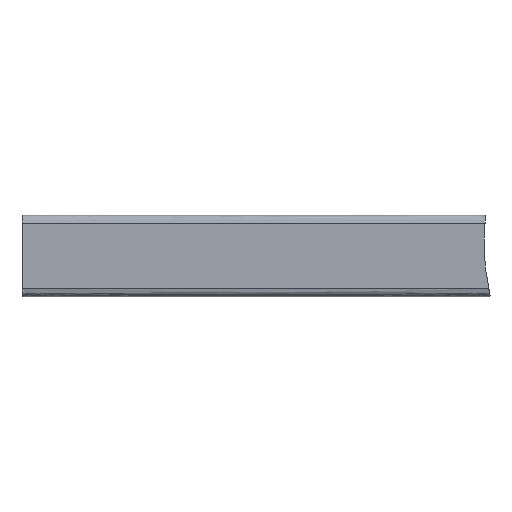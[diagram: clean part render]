
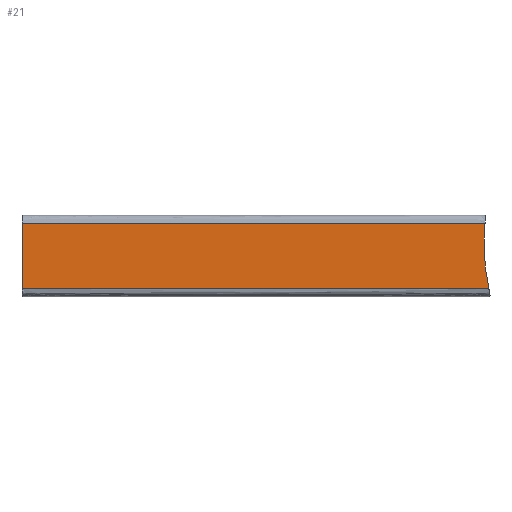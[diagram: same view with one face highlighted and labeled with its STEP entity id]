
A CAD part, front view. The second image highlights one B-rep face of the part: STEP entity #21.
In plain terms, the highlighted free-form (B-spline) face has degree [2, 1] with [3, 2] control points.
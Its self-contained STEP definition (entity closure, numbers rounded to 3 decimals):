
#21=ADVANCED_FACE('',(#41),#716,.T.);
#41=FACE_OUTER_BOUND('',#61,.T.);
#61=EDGE_LOOP('',(#91,#92,#93,#94));
#91=ORIENTED_EDGE('',*,*,#609,.T.);
#92=ORIENTED_EDGE('',*,*,#610,.T.);
#93=ORIENTED_EDGE('',*,*,#611,.T.);
#94=ORIENTED_EDGE('',*,*,#612,.T.);
#199=PCURVE('',#716,#307);
#200=PCURVE('',#716,#308);
#201=PCURVE('',#716,#309);
#202=PCURVE('',#716,#310);
#204=PCURVE('',#717,#312);
#237=PCURVE('',#713,#345);
#256=PCURVE('',#725,#364);
#279=PCURVE('',#730,#387);
#307=DEFINITIONAL_REPRESENTATION('',(#418),#1659);
#308=DEFINITIONAL_REPRESENTATION('',(#419),#1659);
#309=DEFINITIONAL_REPRESENTATION('',(#421),#1659);
#310=DEFINITIONAL_REPRESENTATION('',(#422),#1659);
#312=DEFINITIONAL_REPRESENTATION('',(#425),#1659);
#345=DEFINITIONAL_REPRESENTATION('',(#472),#1659);
#364=DEFINITIONAL_REPRESENTATION('',(#498),#1659);
#387=DEFINITIONAL_REPRESENTATION('',(#525),#1659);
#418=B_SPLINE_CURVE_WITH_KNOTS('',3,(#984,#985,#986,#987,#988,#989,#990),
 .UNSPECIFIED.,.F.,.F.,(4,3,4),(-357.298,-341.293,-325.109),
 .UNSPECIFIED.);
#419=B_SPLINE_CURVE_WITH_KNOTS('',1,(#993,#994),.UNSPECIFIED.,.F.,.F.,(2,
2),(-236.984,-9.241),.UNSPECIFIED.);
#420=B_SPLINE_CURVE_WITH_KNOTS('',1,(#995,#996),.UNSPECIFIED.,.F.,.F.,(2,
2),(-43.073,-11.073),.UNSPECIFIED.);
#421=B_SPLINE_CURVE_WITH_KNOTS('',3,(#997,#998,#999,#1000),
 .UNSPECIFIED.,.F.,.F.,(4,4),(-43.073,-11.073),
 .UNSPECIFIED.);
#422=B_SPLINE_CURVE_WITH_KNOTS('',1,(#1003,#1004),.UNSPECIFIED.,.F.,.F.,
(2,2),(9.266,238.878),.UNSPECIFIED.);
#425=B_SPLINE_CURVE_WITH_KNOTS('',1,(#1023,#1024),.UNSPECIFIED.,.F.,.F.,
(2,2),(9.266,238.878),.UNSPECIFIED.);
#472=B_SPLINE_CURVE_WITH_KNOTS('',1,(#1342,#1343),.UNSPECIFIED.,.F.,.F.,
(2,2),(-43.073,-11.073),.UNSPECIFIED.);
#498=B_SPLINE_CURVE_WITH_KNOTS('',1,(#1470,#1471),.UNSPECIFIED.,.F.,.F.,
(2,2),(-236.984,-9.241),.UNSPECIFIED.);
#525=B_SPLINE_CURVE_WITH_KNOTS('',1,(#1592,#1593),.UNSPECIFIED.,.F.,.F.,
(2,2),(-357.298,-325.109),.UNSPECIFIED.);
#555=SURFACE_CURVE('',#660,(#199,#279),.PCURVE_S1.);
#556=SURFACE_CURVE('',#661,(#200,#256),.PCURVE_S1.);
#557=SURFACE_CURVE('',#420,(#201,#237),.PCURVE_S1.);
#558=SURFACE_CURVE('',#662,(#202,#204),.PCURVE_S1.);
#609=EDGE_CURVE('',#698,#697,#555,.T.);
#610=EDGE_CURVE('',#697,#681,#556,.T.);
#611=EDGE_CURVE('',#681,#682,#557,.T.);
#612=EDGE_CURVE('',#682,#698,#558,.T.);
#660=(
BOUNDED_CURVE()
B_SPLINE_CURVE(2,(#981,#982,#983),.UNSPECIFIED.,.F.,.F.)
B_SPLINE_CURVE_WITH_KNOTS((3,3),(-357.298,-325.109),
 .UNSPECIFIED.)
CURVE()
GEOMETRIC_REPRESENTATION_ITEM()
RATIONAL_B_SPLINE_CURVE((1.,0.988,1.))
REPRESENTATION_ITEM('')
);
#661=(
BOUNDED_CURVE()
B_SPLINE_CURVE(1,(#991,#992),.UNSPECIFIED.,.F.,.F.)
B_SPLINE_CURVE_WITH_KNOTS((2,2),(-236.984,-9.241),
 .UNSPECIFIED.)
CURVE()
GEOMETRIC_REPRESENTATION_ITEM()
RATIONAL_B_SPLINE_CURVE((1.,1.))
REPRESENTATION_ITEM('')
);
#662=(
BOUNDED_CURVE()
B_SPLINE_CURVE(1,(#1001,#1002),.UNSPECIFIED.,.F.,.F.)
B_SPLINE_CURVE_WITH_KNOTS((2,2),(9.266,238.878),
 .UNSPECIFIED.)
CURVE()
GEOMETRIC_REPRESENTATION_ITEM()
RATIONAL_B_SPLINE_CURVE((1.,1.))
REPRESENTATION_ITEM('')
);
#681=VERTEX_POINT('',#901);
#682=VERTEX_POINT('',#902);
#697=VERTEX_POINT('',#917);
#698=VERTEX_POINT('',#918);
#713=B_SPLINE_SURFACE_WITH_KNOTS('',1,1,((#819,#820),(#821,#822)),
 .UNSPECIFIED.,.F.,.F.,.F.,(2,2),(2,2),(-5.001,45.013),
(-60.993,6.989),.UNSPECIFIED.);
#716=(
BOUNDED_SURFACE()
B_SPLINE_SURFACE(2,1,((#771,#772),(#773,#774),(#775,#776)),
 .UNSPECIFIED.,.F.,.F.,.F.)
B_SPLINE_SURFACE_WITH_KNOTS((3,3),(2,2),(-56.566,-24.566),
(0.,621.753),.UNSPECIFIED.)
GEOMETRIC_REPRESENTATION_ITEM()
RATIONAL_B_SPLINE_SURFACE(((1.,1.),(1.,1.),(1.,1.)))
REPRESENTATION_ITEM('')
SURFACE()
);
#717=(
BOUNDED_SURFACE()
B_SPLINE_SURFACE(2,1,((#777,#778),(#779,#780),(#781,#782)),
 .UNSPECIFIED.,.F.,.F.,.F.)
B_SPLINE_SURFACE_WITH_KNOTS((3,3),(2,2),(-24.566,-18.283),
(0.,621.753),.UNSPECIFIED.)
GEOMETRIC_REPRESENTATION_ITEM()
RATIONAL_B_SPLINE_SURFACE(((1.,1.),(0.707,0.707),
(1.,1.)))
REPRESENTATION_ITEM('')
SURFACE()
);
#725=(
BOUNDED_SURFACE()
B_SPLINE_SURFACE(2,1,((#829,#830),(#831,#832),(#833,#834)),
 .UNSPECIFIED.,.F.,.F.,.F.)
B_SPLINE_SURFACE_WITH_KNOTS((3,3),(2,2),(-62.85,-56.566),
(0.,621.753),.UNSPECIFIED.)
GEOMETRIC_REPRESENTATION_ITEM()
RATIONAL_B_SPLINE_SURFACE(((1.,1.),(0.707,0.707),
(1.,1.)))
REPRESENTATION_ITEM('')
SURFACE()
);
#730=(
BOUNDED_SURFACE()
B_SPLINE_SURFACE(1,2,((#859,#860,#861,#862,#863,#864,#865,#866,#867),(#868,
#869,#870,#871,#872,#873,#874,#875,#876)),.UNSPECIFIED.,.F.,.F.,.F.)
B_SPLINE_SURFACE_WITH_KNOTS((2,2),(3,2,2,2,3),(12.841,46.248),
(-642.142,-481.606,-321.071,-160.535,
0.),.UNSPECIFIED.)
GEOMETRIC_REPRESENTATION_ITEM()
RATIONAL_B_SPLINE_SURFACE(((1.,0.707,1.,0.707,1.,
0.707,1.,0.707,1.),(1.,0.707,1.,0.707,
1.,0.707,1.,0.707,1.)))
REPRESENTATION_ITEM('')
SURFACE()
);
#771=CARTESIAN_POINT('',(-9.266,0.,32.));
#772=CARTESIAN_POINT('',(612.487,0.,32.));
#773=CARTESIAN_POINT('',(-9.266,0.,16.));
#774=CARTESIAN_POINT('',(612.487,0.,16.));
#775=CARTESIAN_POINT('',(-9.266,0.,0.));
#776=CARTESIAN_POINT('',(612.487,0.,0.));
#777=CARTESIAN_POINT('',(-9.266,0.,0.));
#778=CARTESIAN_POINT('',(612.487,0.,0.));
#779=CARTESIAN_POINT('',(-9.266,0.,-4.));
#780=CARTESIAN_POINT('',(612.487,0.,-4.));
#781=CARTESIAN_POINT('',(-9.266,4.,-4.));
#782=CARTESIAN_POINT('',(612.487,4.,-4.));
#819=CARTESIAN_POINT('',(-0.102,-14.867,49.92));
#820=CARTESIAN_POINT('',(-0.049,-14.867,-18.062));
#821=CARTESIAN_POINT('',(0.109,35.148,49.92));
#822=CARTESIAN_POINT('',(0.162,35.148,-18.062));
#829=CARTESIAN_POINT('',(-9.266,4.,36.));
#830=CARTESIAN_POINT('',(612.487,4.,36.));
#831=CARTESIAN_POINT('',(-9.266,0.,36.));
#832=CARTESIAN_POINT('',(612.487,0.,36.));
#833=CARTESIAN_POINT('',(-9.266,0.,32.));
#834=CARTESIAN_POINT('',(612.487,0.,32.));
#859=CARTESIAN_POINT('',(431.612,-7.017,7.917));
#860=CARTESIAN_POINT('',(417.565,-7.017,-93.313));
#861=CARTESIAN_POINT('',(316.335,-7.017,-79.266));
#862=CARTESIAN_POINT('',(215.105,-7.017,-65.219));
#863=CARTESIAN_POINT('',(229.151,-7.017,36.011));
#864=CARTESIAN_POINT('',(243.198,-7.017,137.241));
#865=CARTESIAN_POINT('',(344.428,-7.017,123.194));
#866=CARTESIAN_POINT('',(445.658,-7.017,109.147));
#867=CARTESIAN_POINT('',(431.612,-7.017,7.917));
#868=CARTESIAN_POINT('',(427.095,26.084,7.913));
#869=CARTESIAN_POINT('',(413.048,26.084,-93.317));
#870=CARTESIAN_POINT('',(311.818,26.084,-79.27));
#871=CARTESIAN_POINT('',(210.588,26.084,-65.223));
#872=CARTESIAN_POINT('',(224.635,26.084,36.007));
#873=CARTESIAN_POINT('',(238.682,26.084,137.237));
#874=CARTESIAN_POINT('',(339.912,26.084,123.19));
#875=CARTESIAN_POINT('',(441.142,26.084,109.143));
#876=CARTESIAN_POINT('',(427.095,26.084,7.913));
#901=CARTESIAN_POINT('',(-0.025,0.,32.));
#902=CARTESIAN_POINT('',(0.,0.,0.));
#917=CARTESIAN_POINT('',(227.718,0.,32.));
#918=CARTESIAN_POINT('',(229.612,0.,0.));
#981=CARTESIAN_POINT('',(229.612,0.,0.));
#982=CARTESIAN_POINT('',(226.124,0.,15.85));
#983=CARTESIAN_POINT('',(227.718,0.,32.));
#984=CARTESIAN_POINT('',(-24.566,238.878));
#985=CARTESIAN_POINT('',(-29.885,237.707));
#986=CARTESIAN_POINT('',(-35.194,236.982));
#987=CARTESIAN_POINT('',(-40.492,236.668));
#988=CARTESIAN_POINT('',(-45.848,236.351));
#989=CARTESIAN_POINT('',(-51.207,236.455));
#990=CARTESIAN_POINT('',(-56.566,236.984));
#991=CARTESIAN_POINT('',(227.718,0.,32.));
#992=CARTESIAN_POINT('',(-0.025,0.,32.));
#993=CARTESIAN_POINT('',(-56.566,236.984));
#994=CARTESIAN_POINT('',(-56.566,9.241));
#995=CARTESIAN_POINT('',(-0.025,0.,32.));
#996=CARTESIAN_POINT('',(0.,0.,0.));
#997=CARTESIAN_POINT('',(-56.566,9.241));
#998=CARTESIAN_POINT('',(-45.9,9.249));
#999=CARTESIAN_POINT('',(-35.233,9.257));
#1000=CARTESIAN_POINT('',(-24.566,9.266));
#1001=CARTESIAN_POINT('',(0.,0.,0.));
#1002=CARTESIAN_POINT('',(229.612,0.,0.));
#1003=CARTESIAN_POINT('',(-24.566,9.266));
#1004=CARTESIAN_POINT('',(-24.566,238.878));
#1023=CARTESIAN_POINT('',(-24.566,9.266));
#1024=CARTESIAN_POINT('',(-24.566,238.878));
#1342=CARTESIAN_POINT('',(9.865,-43.073));
#1343=CARTESIAN_POINT('',(9.865,-11.073));
#1470=CARTESIAN_POINT('',(-56.566,236.984));
#1471=CARTESIAN_POINT('',(-56.566,9.241));
#1592=CARTESIAN_POINT('',(19.923,-358.927));
#1593=CARTESIAN_POINT('',(19.923,-325.52));
#1659=(
GEOMETRIC_REPRESENTATION_CONTEXT(2)
PARAMETRIC_REPRESENTATION_CONTEXT()
REPRESENTATION_CONTEXT('pspace','')
);
